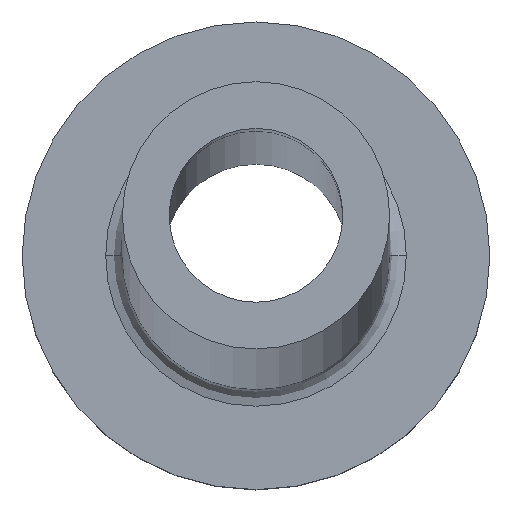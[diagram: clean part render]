
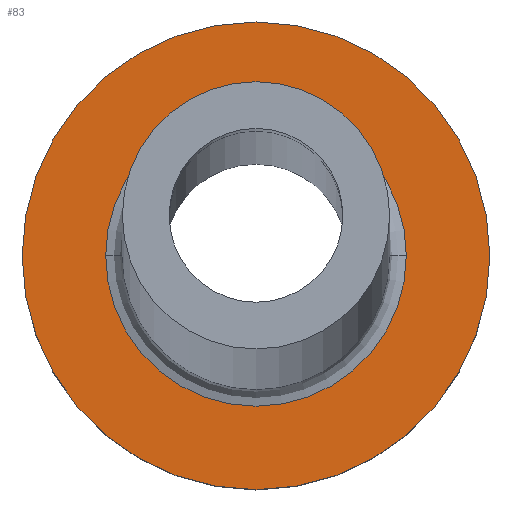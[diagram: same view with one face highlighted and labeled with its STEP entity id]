
A CAD part, top view. The second image highlights one B-rep face of the part: STEP entity #83.
In plain terms, the highlighted planar face has unit normal (0, 0, 1).
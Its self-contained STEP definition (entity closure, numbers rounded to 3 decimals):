
#1 = CARTESIAN_POINT ( 'NONE',  ( 7., 0., 5. ) ) ;
#23 = CIRCLE ( 'NONE', #116, 4.5 ) ;
#25 = EDGE_LOOP ( 'NONE', ( #138, #54 ) ) ;
#28 = EDGE_LOOP ( 'NONE', ( #93, #124 ) ) ;
#30 = AXIS2_PLACEMENT_3D ( 'NONE', #447, #270, #409 ) ;
#35 = CARTESIAN_POINT ( 'NONE',  ( -7., 0., 5. ) ) ;
#54 = ORIENTED_EDGE ( 'NONE', *, *, #127, .T. ) ;
#60 = CARTESIAN_POINT ( 'NONE',  ( 0., 0., 5. ) ) ;
#64 = AXIS2_PLACEMENT_3D ( 'NONE', #60, #367, #229 ) ;
#72 = CARTESIAN_POINT ( 'NONE',  ( 0., 0., 5. ) ) ;
#83 = ADVANCED_FACE ( 'NONE', ( #232, #372 ), #340, .T. ) ;
#93 = ORIENTED_EDGE ( 'NONE', *, *, #280, .T. ) ;
#94 = CIRCLE ( 'NONE', #30, 7. ) ;
#98 = DIRECTION ( 'NONE',  ( 1., 0., 0. ) ) ;
#105 = VERTEX_POINT ( 'NONE', #35 ) ;
#116 = AXIS2_PLACEMENT_3D ( 'NONE', #316, #283, #320 ) ;
#124 = ORIENTED_EDGE ( 'NONE', *, *, #252, .T. ) ;
#127 = EDGE_CURVE ( 'NONE', #449, #105, #429, .T. ) ;
#130 = VERTEX_POINT ( 'NONE', #380 ) ;
#138 = ORIENTED_EDGE ( 'NONE', *, *, #365, .T. ) ;
#157 = AXIS2_PLACEMENT_3D ( 'NONE', #72, #418, #98 ) ;
#169 = CARTESIAN_POINT ( 'NONE',  ( 0., 0., 5. ) ) ;
#229 = DIRECTION ( 'NONE',  ( 1., 0., 0. ) ) ;
#232 = FACE_BOUND ( 'NONE', #28, .T. ) ;
#252 = EDGE_CURVE ( 'NONE', #130, #348, #23, .T. ) ;
#270 = DIRECTION ( 'NONE',  ( 0., 0., 1. ) ) ;
#280 = EDGE_CURVE ( 'NONE', #348, #130, #454, .T. ) ;
#283 = DIRECTION ( 'NONE',  ( 0., 0., -1. ) ) ;
#299 = CARTESIAN_POINT ( 'NONE',  ( 4.5, 0., 5. ) ) ;
#309 = DIRECTION ( 'NONE',  ( 0., 0., 1. ) ) ;
#316 = CARTESIAN_POINT ( 'NONE',  ( 0., 0., 5. ) ) ;
#320 = DIRECTION ( 'NONE',  ( 1., 0., 0. ) ) ;
#340 = PLANE ( 'NONE',  #439 ) ;
#348 = VERTEX_POINT ( 'NONE', #299 ) ;
#365 = EDGE_CURVE ( 'NONE', #105, #449, #94, .T. ) ;
#367 = DIRECTION ( 'NONE',  ( 0., 0., -1. ) ) ;
#372 = FACE_OUTER_BOUND ( 'NONE', #25, .T. ) ;
#380 = CARTESIAN_POINT ( 'NONE',  ( -4.5, 0., 5. ) ) ;
#409 = DIRECTION ( 'NONE',  ( 1., 0., 0. ) ) ;
#418 = DIRECTION ( 'NONE',  ( 0., 0., 1. ) ) ;
#429 = CIRCLE ( 'NONE', #157, 7. ) ;
#439 = AXIS2_PLACEMENT_3D ( 'NONE', #169, #309, #452 ) ;
#447 = CARTESIAN_POINT ( 'NONE',  ( 0., 0., 5. ) ) ;
#449 = VERTEX_POINT ( 'NONE', #1 ) ;
#452 = DIRECTION ( 'NONE',  ( 1., 0., 0. ) ) ;
#454 = CIRCLE ( 'NONE', #64, 4.5 ) ;
